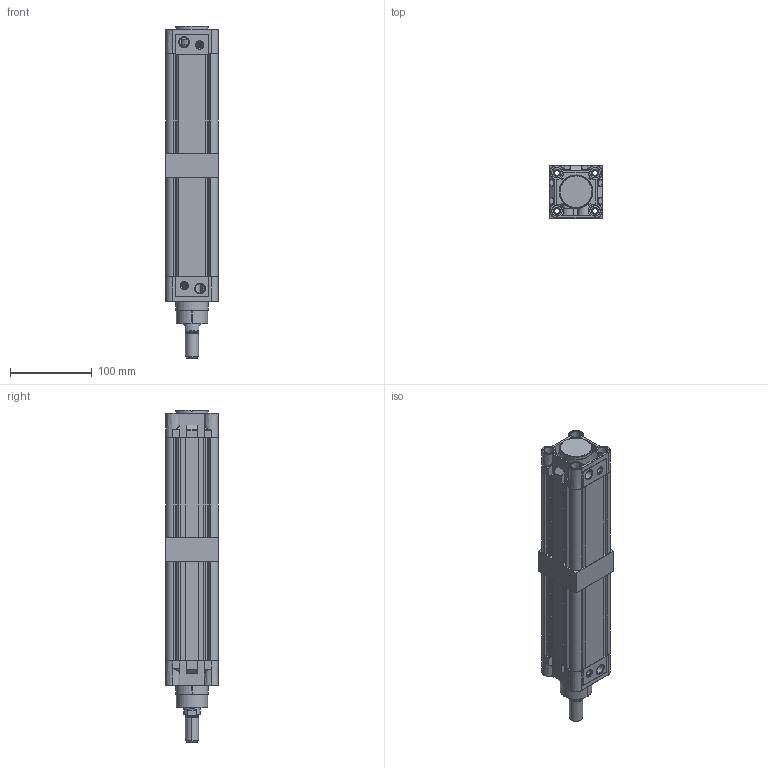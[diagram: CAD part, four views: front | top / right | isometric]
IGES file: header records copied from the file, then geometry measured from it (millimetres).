
Start section: SolidWorks IGES file using analytic representation for surfaces
Global section: file name: 50X75TANDEM.IGS; native system: SolidWorks 2017; preprocessor: SolidWorks 2017; author: USER; date: 171226.170000; units: millimetre
Bounding box: 65 x 65 x 405 mm (x, y, z)
Surface area: 314329 mm2 (no closed solid volume)
Topology: 0 solids, 0 shells, 1072 faces, 19307 edges, 19305 vertices
Faces by surface type: revolution 569, bspline 503
